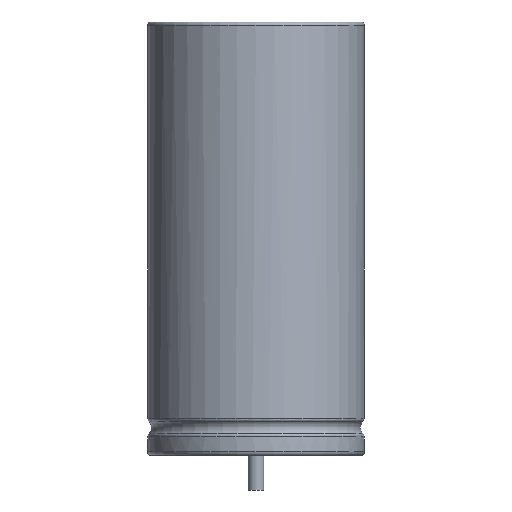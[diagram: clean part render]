
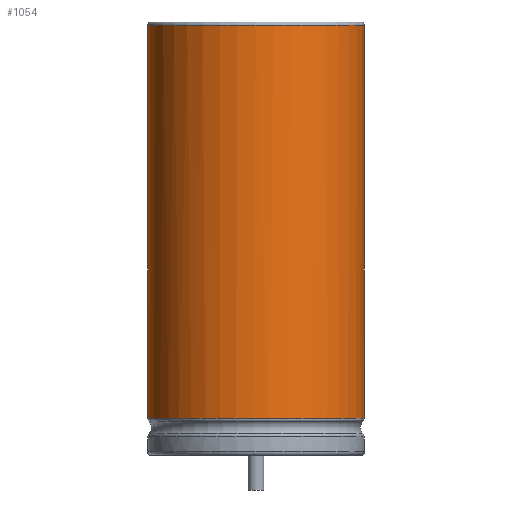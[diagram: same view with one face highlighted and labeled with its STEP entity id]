
A CAD part, left-side view. The second image highlights one B-rep face of the part: STEP entity #1054.
In plain terms, the highlighted cylindrical face has radius 6.25 mm (diameter 12.5 mm), a partial arc.
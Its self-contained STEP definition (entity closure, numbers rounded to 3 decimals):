
#13=DIRECTION('',(0.,0.,1.));
#27=VECTOR('',#13,1.);
#35=DIRECTION('',(0.,-0.,1.));
#36=DIRECTION('',(0.924,0.383,0.));
#269=CARTESIAN_POINT('',(8.274,-2.392,2.));
#272=CARTESIAN_POINT('',(2.5,0.,2.));
#304=CARTESIAN_POINT('',(8.274,2.392,2.));
#467=VERTEX_POINT('',#468);
#468=CARTESIAN_POINT('',(8.274,-2.392,2.135));
#479=LINE('',#269,#27);
#530=VERTEX_POINT('',#531);
#531=CARTESIAN_POINT('',(8.274,2.392,2.135));
#532=LINE('',#304,#27);
#534=EDGE_CURVE('',#530,#535,#532,.T.);
#535=VERTEX_POINT('',#536);
#536=CARTESIAN_POINT('',(8.274,2.392,24.8));
#539=VERTEX_POINT('',#540);
#540=CARTESIAN_POINT('',(8.274,-2.392,24.8));
#543=CARTESIAN_POINT('',(2.5,0.,24.8));
#545=EDGE_CURVE('',#467,#539,#479,.T.);
#947=ORIENTED_EDGE('',*,*,#948,.T.);
#948=EDGE_CURVE('',#530,#467,#949,.T.);
#949=B_SPLINE_CURVE_WITH_KNOTS('',12,(#950,#951,#952,#953,#954,#955,#956,#957,#958,#959,#960,#961,#962,#963,#964,#965,#966,#967,#968,#969,#970,#971,#972,#973,#974,#975,#976,#977,#978,#979,#980,#981,#982,#983,#984),.UNSPECIFIED.,.F.,.F.,(13,11,11,13),(-1.464,0.,34.361,35.825),.UNSPECIFIED.);
#950=CARTESIAN_POINT('',(8.835,1.039,2.135));
#951=CARTESIAN_POINT('',(8.787,1.153,2.135));
#952=CARTESIAN_POINT('',(8.741,1.266,2.135));
#953=CARTESIAN_POINT('',(8.694,1.379,2.135));
#954=CARTESIAN_POINT('',(8.647,1.492,2.135));
#955=CARTESIAN_POINT('',(8.6,1.605,2.135));
#956=CARTESIAN_POINT('',(8.553,1.718,2.135));
#957=CARTESIAN_POINT('',(8.507,1.831,2.135));
#958=CARTESIAN_POINT('',(8.46,1.943,2.135));
#959=CARTESIAN_POINT('',(8.414,2.056,2.135));
#960=CARTESIAN_POINT('',(8.367,2.168,2.135));
#961=CARTESIAN_POINT('',(8.321,2.28,2.135));
#962=CARTESIAN_POINT('',(7.186,5.019,2.135));
#963=CARTESIAN_POINT('',(4.777,7.146,2.135));
#964=CARTESIAN_POINT('',(1.299,7.989,2.135));
#965=CARTESIAN_POINT('',(-2.43,6.892,2.135));
#966=CARTESIAN_POINT('',(-5.207,4.157,2.135));
#967=CARTESIAN_POINT('',(-6.599,0.,2.135));
#968=CARTESIAN_POINT('',(-5.207,-4.157,2.135));
#969=CARTESIAN_POINT('',(-2.43,-6.892,2.135));
#970=CARTESIAN_POINT('',(1.299,-7.989,2.135));
#971=CARTESIAN_POINT('',(4.777,-7.146,2.135));
#972=CARTESIAN_POINT('',(7.186,-5.019,2.135));
#973=CARTESIAN_POINT('',(8.321,-2.28,2.135));
#974=CARTESIAN_POINT('',(8.367,-2.168,2.135));
#975=CARTESIAN_POINT('',(8.414,-2.056,2.135));
#976=CARTESIAN_POINT('',(8.46,-1.943,2.135));
#977=CARTESIAN_POINT('',(8.507,-1.831,2.135));
#978=CARTESIAN_POINT('',(8.553,-1.718,2.135));
#979=CARTESIAN_POINT('',(8.6,-1.605,2.135));
#980=CARTESIAN_POINT('',(8.647,-1.492,2.135));
#981=CARTESIAN_POINT('',(8.694,-1.379,2.135));
#982=CARTESIAN_POINT('',(8.741,-1.266,2.135));
#983=CARTESIAN_POINT('',(8.787,-1.153,2.135));
#984=CARTESIAN_POINT('',(8.835,-1.039,2.135));
#1054=ADVANCED_FACE('',(#1055),#1063,.T.);
#1055=FACE_BOUND('',#1056,.T.);
#1056=EDGE_LOOP('',(#1057,#947,#1058,#1059));
#1057=ORIENTED_EDGE('',*,*,#534,.F.);
#1058=ORIENTED_EDGE('',*,*,#545,.T.);
#1059=ORIENTED_EDGE('',*,*,#1060,.F.);
#1060=EDGE_CURVE('',#535,#539,#1061,.T.);
#1061=CIRCLE('',#1062,6.25);
#1062=AXIS2_PLACEMENT_3D('',#543,#35,#36);
#1063=CYLINDRICAL_SURFACE('',#1064,6.25);
#1064=AXIS2_PLACEMENT_3D('',#272,#13,#36);
